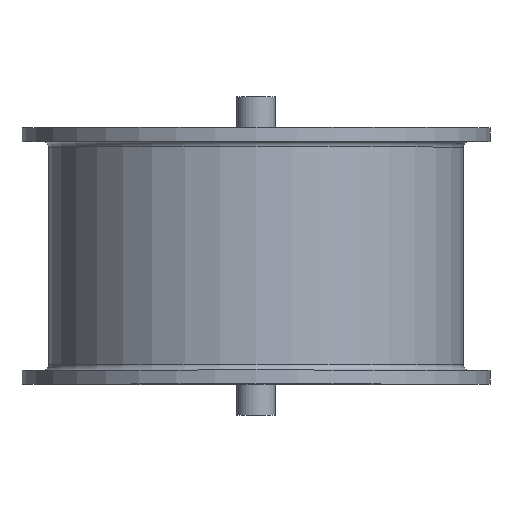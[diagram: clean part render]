
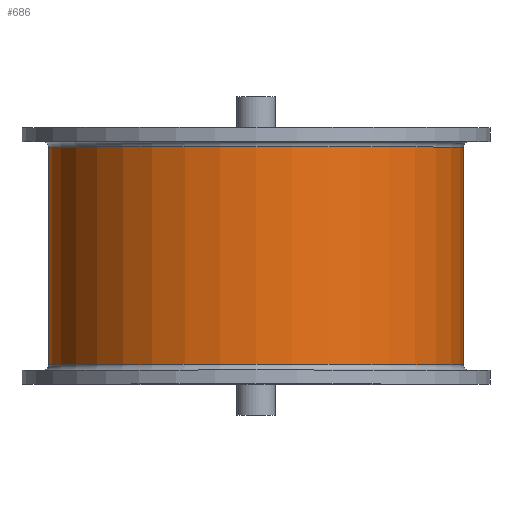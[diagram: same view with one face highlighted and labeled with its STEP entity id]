
A CAD part, top view. The second image highlights one B-rep face of the part: STEP entity #686.
In plain terms, the highlighted cylindrical face has radius 37.184 mm (diameter 74.368 mm), a full revolution.
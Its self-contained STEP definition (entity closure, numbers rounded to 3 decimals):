
#102=FACE_OUTER_BOUND('',#145,.T.);
#145=EDGE_LOOP('',(#559,#560,#561,#562,#563,#564));
#190=LINE('',#1362,#227);
#227=VECTOR('',#983,37.934);
#279=CIRCLE('',#792,37.184);
#282=CIRCLE('',#795,37.184);
#283=CIRCLE('',#797,37.184);
#284=CIRCLE('',#798,37.184);
#343=VERTEX_POINT('',#1351);
#344=VERTEX_POINT('',#1352);
#346=VERTEX_POINT('',#1359);
#347=VERTEX_POINT('',#1360);
#428=EDGE_CURVE('',#343,#344,#279,.T.);
#431=EDGE_CURVE('',#344,#343,#282,.T.);
#432=EDGE_CURVE('',#346,#347,#283,.T.);
#433=EDGE_CURVE('',#346,#343,#190,.T.);
#434=EDGE_CURVE('',#347,#346,#284,.T.);
#559=ORIENTED_EDGE('',*,*,#432,.F.);
#560=ORIENTED_EDGE('',*,*,#433,.T.);
#561=ORIENTED_EDGE('',*,*,#431,.F.);
#562=ORIENTED_EDGE('',*,*,#428,.F.);
#563=ORIENTED_EDGE('',*,*,#433,.F.);
#564=ORIENTED_EDGE('',*,*,#434,.F.);
#658=CYLINDRICAL_SURFACE('',#796,37.184);
#686=ADVANCED_FACE('',(#102),#658,.T.);
#792=AXIS2_PLACEMENT_3D('',#1353,#971,#972);
#795=AXIS2_PLACEMENT_3D('',#1357,#977,#978);
#796=AXIS2_PLACEMENT_3D('',#1358,#979,#980);
#797=AXIS2_PLACEMENT_3D('',#1361,#981,#982);
#798=AXIS2_PLACEMENT_3D('',#1363,#984,#985);
#971=DIRECTION('center_axis',(0.,-1.,0.));
#972=DIRECTION('ref_axis',(1.,0.,0.));
#977=DIRECTION('center_axis',(0.,-1.,0.));
#978=DIRECTION('ref_axis',(1.,0.,0.));
#979=DIRECTION('center_axis',(0.,1.,0.));
#980=DIRECTION('ref_axis',(1.,0.,0.));
#981=DIRECTION('center_axis',(0.,1.,0.));
#982=DIRECTION('ref_axis',(1.,0.,0.));
#983=DIRECTION('',(0.,-1.,0.));
#984=DIRECTION('center_axis',(0.,1.,0.));
#985=DIRECTION('ref_axis',(1.,0.,0.));
#1351=CARTESIAN_POINT('',(-37.184,0.75,0.));
#1352=CARTESIAN_POINT('',(0.,0.75,37.184));
#1353=CARTESIAN_POINT('Origin',(0.,0.75,0.));
#1357=CARTESIAN_POINT('Origin',(0.,0.75,0.));
#1358=CARTESIAN_POINT('Origin',(0.,0.,0.));
#1359=CARTESIAN_POINT('',(-37.184,39.75,0.));
#1360=CARTESIAN_POINT('',(0.,39.75,-37.184));
#1361=CARTESIAN_POINT('Origin',(0.,39.75,0.));
#1362=CARTESIAN_POINT('',(-37.184,0.,0.));
#1363=CARTESIAN_POINT('Origin',(0.,39.75,0.));
